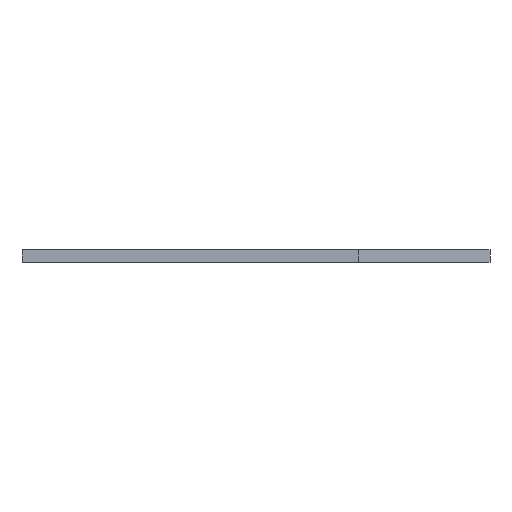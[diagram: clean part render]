
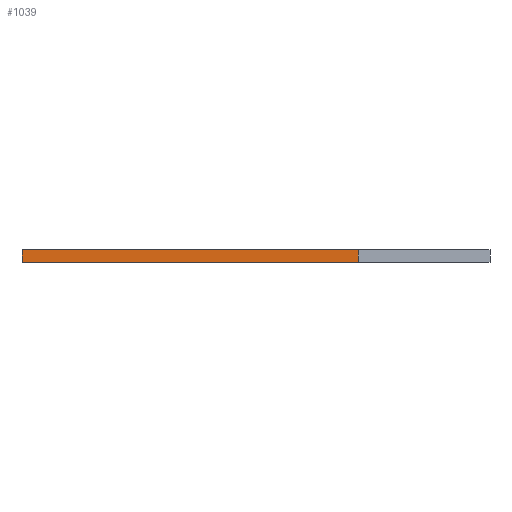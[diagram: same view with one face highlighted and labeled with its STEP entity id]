
A CAD part, left-side view. The second image highlights one B-rep face of the part: STEP entity #1039.
In plain terms, the highlighted planar face has unit normal (-1, 0, 0).
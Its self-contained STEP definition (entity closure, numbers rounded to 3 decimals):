
#79 = EDGE_CURVE('',#80,#82,#84,.T.);
#80 = VERTEX_POINT('',#81);
#81 = CARTESIAN_POINT('',(83.82,-76.2,0.));
#82 = VERTEX_POINT('',#83);
#83 = CARTESIAN_POINT('',(83.82,-76.2,1.6));
#84 = LINE('',#85,#86);
#85 = CARTESIAN_POINT('',(83.82,-76.2,0.));
#86 = VECTOR('',#87,1.);
#87 = DIRECTION('',(0.,0.,1.));
#143 = EDGE_CURVE('',#144,#80,#146,.T.);
#144 = VERTEX_POINT('',#145);
#145 = CARTESIAN_POINT('',(83.82,-119.38,0.));
#146 = LINE('',#147,#148);
#147 = CARTESIAN_POINT('',(83.82,-119.38,0.));
#148 = VECTOR('',#149,1.);
#149 = DIRECTION('',(0.,1.,0.));
#594 = EDGE_CURVE('',#595,#82,#597,.T.);
#595 = VERTEX_POINT('',#596);
#596 = CARTESIAN_POINT('',(83.82,-119.38,1.6));
#597 = LINE('',#598,#599);
#598 = CARTESIAN_POINT('',(83.82,-119.38,1.6));
#599 = VECTOR('',#600,1.);
#600 = DIRECTION('',(0.,1.,0.));
#1039 = ADVANCED_FACE('',(#1040),#1051,.T.);
#1040 = FACE_BOUND('',#1041,.T.);
#1041 = EDGE_LOOP('',(#1042,#1048,#1049,#1050));
#1042 = ORIENTED_EDGE('',*,*,#1043,.T.);
#1043 = EDGE_CURVE('',#144,#595,#1044,.T.);
#1044 = LINE('',#1045,#1046);
#1045 = CARTESIAN_POINT('',(83.82,-119.38,0.));
#1046 = VECTOR('',#1047,1.);
#1047 = DIRECTION('',(0.,0.,1.));
#1048 = ORIENTED_EDGE('',*,*,#594,.T.);
#1049 = ORIENTED_EDGE('',*,*,#79,.F.);
#1050 = ORIENTED_EDGE('',*,*,#143,.F.);
#1051 = PLANE('',#1052);
#1052 = AXIS2_PLACEMENT_3D('',#1053,#1054,#1055);
#1053 = CARTESIAN_POINT('',(83.82,-119.38,0.));
#1054 = DIRECTION('',(-1.,0.,0.));
#1055 = DIRECTION('',(0.,1.,0.));
